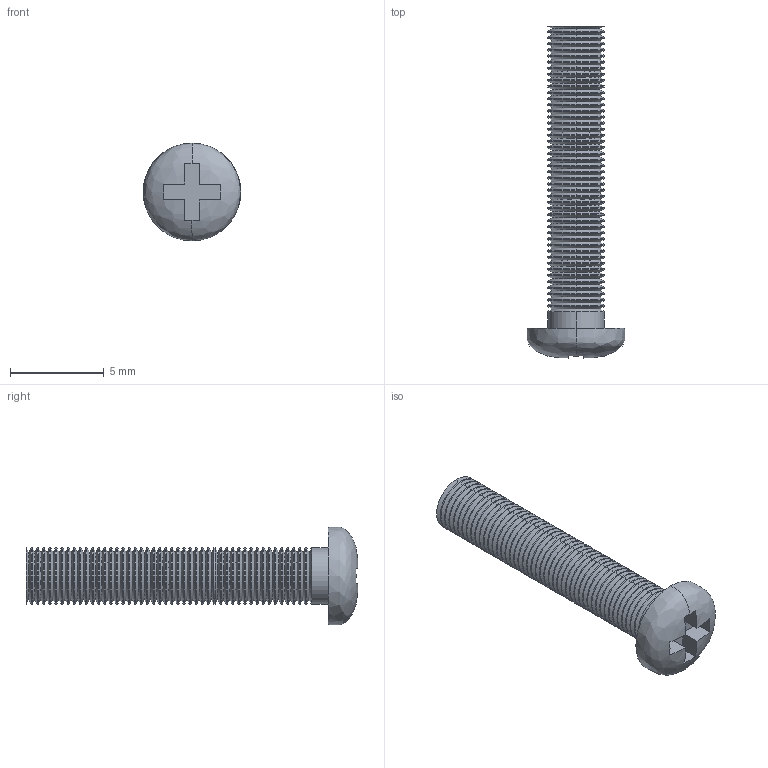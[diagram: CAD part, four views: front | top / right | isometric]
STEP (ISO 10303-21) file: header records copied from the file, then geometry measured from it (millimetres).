
FILE_DESCRIPTION (( 'STEP AP214' ), '1' );
FILE_NAME ('Screw M3X16圉埴芛坋趼蹟隊.step', '2016-10-28T04:23:15', ( 'dell' ), ( '' ), 'SwSTEP 2.0', 'SolidWorks 2013', '' );
FILE_SCHEMA (( 'AUTOMOTIVE_DESIGN' ));
Length unit declared in the file: millimetre
Products named in the file (1): Screw M3X16圉埴芛坋趼蹟隊
Bounding box: 5.2 x 17.67 x 5.2 mm (x, y, z)
Volume: 123.4 mm3; surface area: 323.1 mm2
Topology: 1 solids, 1 shells, 299 faces, 608 edges, 312 vertices
Faces by surface type: cone 188, cylinder 94, plane 15, bspline 2
Entity records: 7670 total; most frequent: DIRECTION 1474, CARTESIAN_POINT 1328, ORIENTED_EDGE 1216, EDGE_CURVE 608, AXIS2_PLACEMENT_3D 584, VERTEX_POINT 312, LINE 306, VECTOR 306
